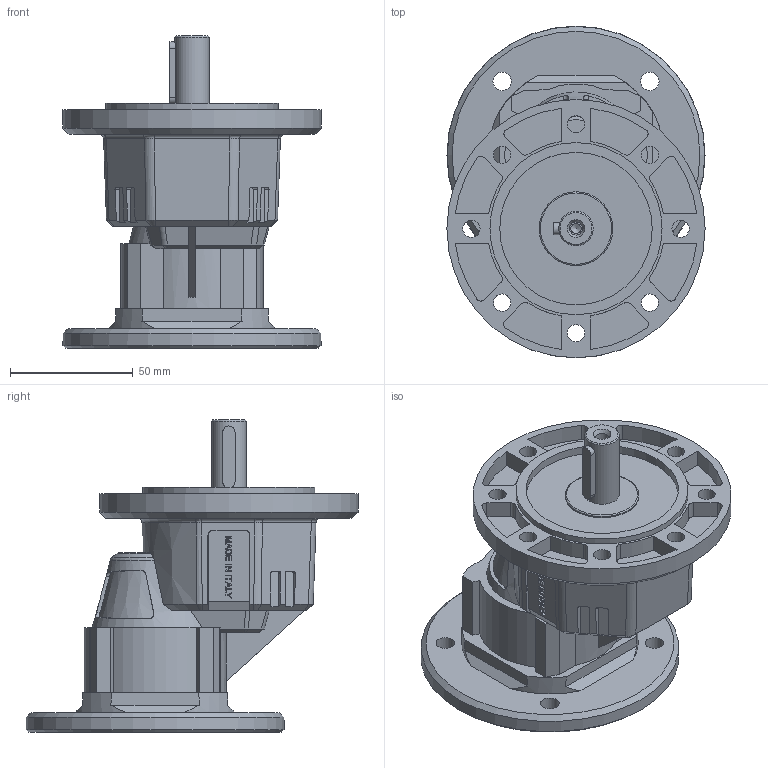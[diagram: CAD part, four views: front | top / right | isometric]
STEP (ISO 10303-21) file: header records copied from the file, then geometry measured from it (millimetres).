
FILE_DESCRIPTION( ( 'Unknown' ), '1' );
FILE_NAME( '55C14FAE7C2184F7B3BCF4B885DAFCB9.3d.stp', 'Unknown', ( 'Unknown' ), ( 'Unknown' ), 'PSStep 10.1', 'Unknown', ' ' );
FILE_SCHEMA( ( 'AUTOMOTIVE_DESIGN { 1 0 10303 214 1 1 1 1 }' ) );
Length unit declared in the file: millimetre
Products named in the file (1): 2118800
Bounding box: 105 x 134.98 x 127 mm (x, y, z)
Volume: 398967.5 mm3; surface area: 69911.3 mm2
Topology: 1 solids, 6 shells, 519 faces, 1333 edges, 881 vertices
Faces by surface type: plane 348, cylinder 96, cone 31, extrusion 20, bspline 19, torus 5
Full cylindrical faces by diameter (mm): 4.134 x1, 4.917 x4, 5.3 x1, 7 x8, 7.5 x4, 14 x1, 25 x1, 30 x1, 40 x2, 62 x1, 70 x2, 105 x1
Entity records: 20799 total; most frequent: CARTESIAN_POINT 4272, ORIENTED_EDGE 2552, DIRECTION 2402, EDGE_CURVE 1276, VECTOR 900, LINE 880, VERTEX_POINT 862, AXIS2_PLACEMENT_3D 751
